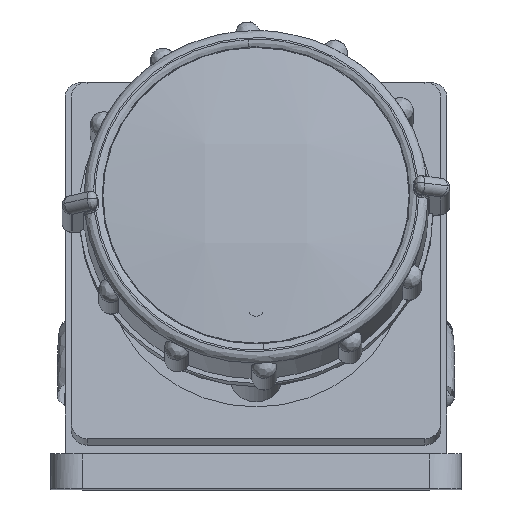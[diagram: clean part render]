
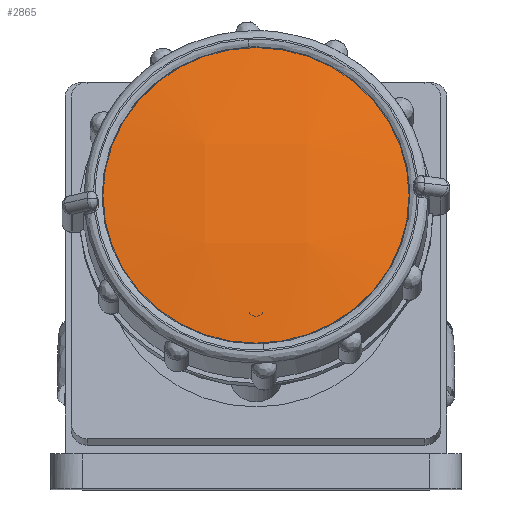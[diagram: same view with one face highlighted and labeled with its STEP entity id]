
A CAD part, top view. The second image highlights one B-rep face of the part: STEP entity #2865.
In plain terms, the highlighted free-form (B-spline) face has degree [3, 3] with [4, 4] control points.
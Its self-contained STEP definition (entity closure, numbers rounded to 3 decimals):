
#2865 = ADVANCED_FACE ( 'NONE', ( #37724 ), #12985, .T. ) ;
#4081 = CARTESIAN_POINT ( 'NONE',  ( -49.547, 109.014, 36.489 ) ) ;
#4523 = CARTESIAN_POINT ( 'NONE',  ( 48.546, 139.443, 23.39 ) ) ;
#4732 = CARTESIAN_POINT ( 'NONE',  ( -49.546, 76.998, 45.057 ) ) ;
#7345 = CARTESIAN_POINT ( 'NONE',  ( -16.734, 110.279, 41.211 ) ) ;
#7564 = CARTESIAN_POINT ( 'NONE',  ( -48.825, 44.082, 48.866 ) ) ;
#7785 = CARTESIAN_POINT ( 'NONE',  ( -48.829, 139.432, 23.349 ) ) ;
#8115 = CARTESIAN_POINT ( 'NONE',  ( 0., 92.827, 39.696 ) ) ;
#8313 = EDGE_LOOP ( 'NONE', ( #10374, #34689 ) ) ;
#10374 = ORIENTED_EDGE ( 'NONE', *, *, #27922, .T. ) ;
#12985 =( BOUNDED_SURFACE ( )  B_SPLINE_SURFACE ( 3, 3, ( 
 ( #21038, #27083, #37080, #7564 ),
 ( #40324, #30573, #34458, #4732 ),
 ( #34242, #14747, #7345, #4081 ),
 ( #4523, #27953, #17360, #7785 ) ),
 .UNSPECIFIED., .F., .F., .T. ) 
 B_SPLINE_SURFACE_WITH_KNOTS ( ( 4, 4 ),
 ( 4, 4 ),
 ( 0., 1. ),
 ( 0., 1. ),
 .UNSPECIFIED. ) 
 GEOMETRIC_REPRESENTATION_ITEM ( )  RATIONAL_B_SPLINE_SURFACE ( (
 ( 1., 0.993, 0.993, 1.),
 ( 0.993, 0.986, 0.986, 0.993),
 ( 0.993, 0.986, 0.986, 0.993),
 ( 1., 0.993, 0.993, 1.) ) ) 
 REPRESENTATION_ITEM ( '' )  SURFACE ( )  );
#14747 = CARTESIAN_POINT ( 'NONE',  ( 16.442, 110.283, 41.225 ) ) ;
#16130 = CIRCLE ( 'NONE', #29962, 48.5 ) ;
#17360 = CARTESIAN_POINT ( 'NONE',  ( -16.491, 140.679, 28.003 ) ) ;
#21038 = CARTESIAN_POINT ( 'NONE',  ( 48.542, 44.093, 48.907 ) ) ;
#21522 = VERTEX_POINT ( 'NONE', #33954 ) ;
#26272 = DIRECTION ( 'NONE',  ( 0., 0.259, 0.966 ) ) ;
#27083 = CARTESIAN_POINT ( 'NONE',  ( 16.202, 45.333, 53.533 ) ) ;
#27922 = EDGE_CURVE ( 'NONE', #21522, #28685, #16130, .T. ) ;
#27953 = CARTESIAN_POINT ( 'NONE',  ( 16.204, 140.683, 28.017 ) ) ;
#28059 = DIRECTION ( 'NONE',  ( 1., 0., 0. ) ) ;
#28685 = VERTEX_POINT ( 'NONE', #30098 ) ;
#29962 = AXIS2_PLACEMENT_3D ( 'NONE', #30429, #26272, #30200 ) ;
#30098 = CARTESIAN_POINT ( 'NONE',  ( -48.5, 92.827, 39.696 ) ) ;
#30200 = DIRECTION ( 'NONE',  ( 1., 0., 0. ) ) ;
#30429 = CARTESIAN_POINT ( 'NONE',  ( 0., 92.827, 39.696 ) ) ;
#30573 = CARTESIAN_POINT ( 'NONE',  ( 16.442, 78.267, 49.793 ) ) ;
#33677 = CIRCLE ( 'NONE', #37839, 48.5 ) ;
#33954 = CARTESIAN_POINT ( 'NONE',  ( 48.5, 92.827, 39.696 ) ) ;
#34242 = CARTESIAN_POINT ( 'NONE',  ( 49.26, 109.025, 36.53 ) ) ;
#34458 = CARTESIAN_POINT ( 'NONE',  ( -16.733, 78.263, 49.779 ) ) ;
#34689 = ORIENTED_EDGE ( 'NONE', *, *, #40405, .T. ) ;
#37080 = CARTESIAN_POINT ( 'NONE',  ( -16.49, 45.329, 53.52 ) ) ;
#37724 = FACE_OUTER_BOUND ( 'NONE', #8313, .T. ) ;
#37839 = AXIS2_PLACEMENT_3D ( 'NONE', #8115, #41279, #28059 ) ;
#40324 = CARTESIAN_POINT ( 'NONE',  ( 49.259, 77.009, 45.098 ) ) ;
#40405 = EDGE_CURVE ( 'NONE', #28685, #21522, #33677, .T. ) ;
#41279 = DIRECTION ( 'NONE',  ( 0., 0.259, 0.966 ) ) ;
